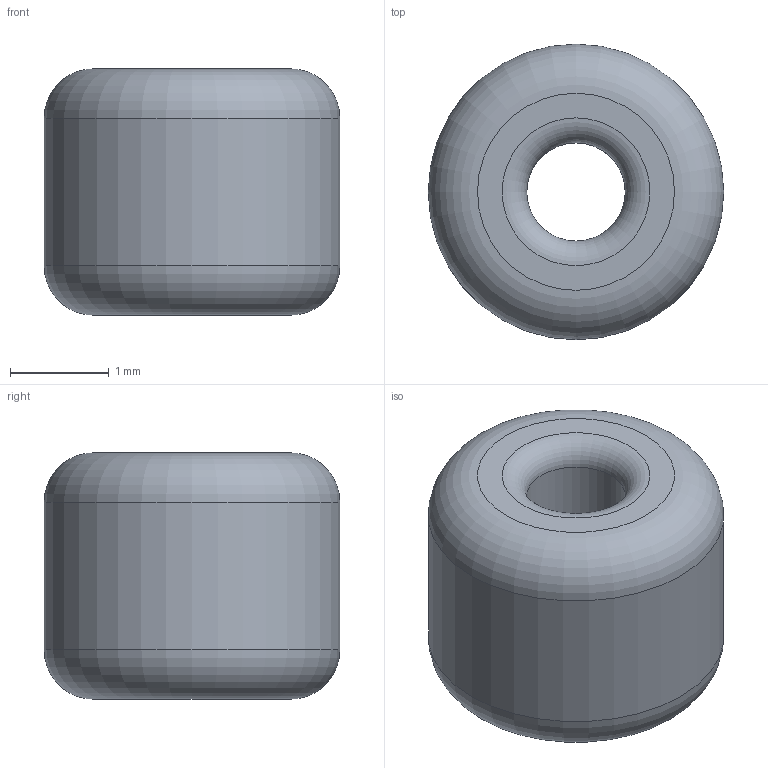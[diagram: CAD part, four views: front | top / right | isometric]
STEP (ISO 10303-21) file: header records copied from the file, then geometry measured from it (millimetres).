
FILE_DESCRIPTION(('FreeCAD Model'),'2;1');
FILE_NAME('test_point_jaune.step','2020-01-18T13:26:44',( 'Author'),(''),'Open CASCADE STEP processor 7.3','FreeCAD','Unknown' );
FILE_SCHEMA(('AUTOMOTIVE_DESIGN { 1 0 10303 214 1 1 1 1 }'));
Length unit declared in the file: millimetre
Products named in the file (1): perle_jaune
Bounding box: 3 x 3 x 2.5 mm (x, y, z)
Volume: 14.7 mm3; surface area: 39.4 mm2
Topology: 1 solids, 1 shells, 7 faces, 12 edges, 7 vertices
Faces by surface type: torus 3, plane 2, cylinder 2
Full cylindrical faces by diameter (mm): 1 x1, 3 x1
Entity records: 197 total; most frequent: DIRECTION 38, CARTESIAN_POINT 27, ORIENTED_EDGE 24, AXIS2_PLACEMENT_3D 18, EDGE_CURVE 12, CIRCLE 10, FACE_BOUND 9, EDGE_LOOP 9
